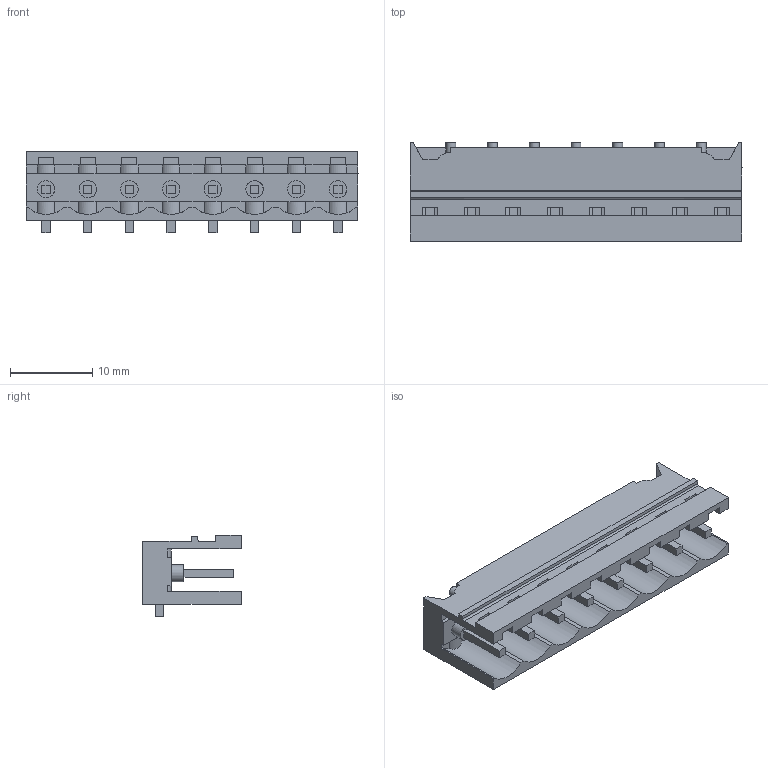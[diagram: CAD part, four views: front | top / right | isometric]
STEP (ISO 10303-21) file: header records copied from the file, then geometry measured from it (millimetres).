
FILE_DESCRIPTION(('CATIA V5 STEP Exchange','CAx-IF Rec.Pracs.--- Model Styling and Organization---1.4--- 2014-01-23'),'2;1');
FILE_NAME ('D1455842_0', '2019-01-09T10:12:18+00:00', ('none'), ('Weidmueller'), 'CATIA Version 5-6 Release 2016 SP3 HF44', 'CATIA V5 STEP AP214', 'none');
FILE_SCHEMA(('AUTOMOTIVE_DESIGN { 1 0 10303 214 1 1 1 1 }'));
Length unit declared in the file: millimetre
Products named in the file (1): 1774824001
Bounding box: 40.44 x 12 x 9.93 mm (x, y, z)
Volume: 1435.9 mm3; surface area: 3384.5 mm2
Topology: 9 solids, 9 shells, 463 faces, 1448 edges, 996 vertices
Faces by surface type: plane 376, cylinder 82, extrusion 5
Entity records: 15839 total; most frequent: CARTESIAN_POINT 3246, ORIENTED_EDGE 2896, DIRECTION 1949, EDGE_CURVE 1448, VECTOR 1147, LINE 1142, VERTEX_POINT 996, AXIS2_PLACEMENT_3D 511
